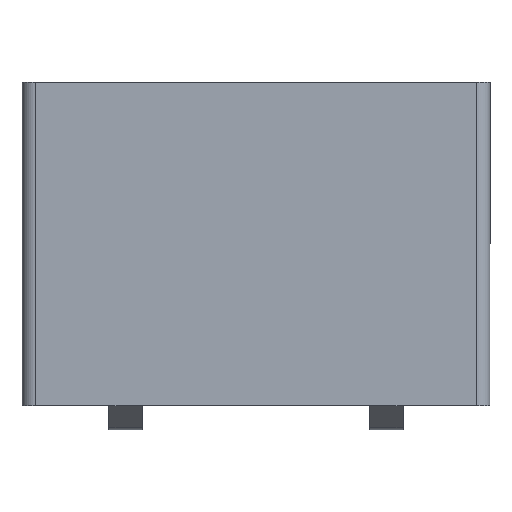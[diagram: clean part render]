
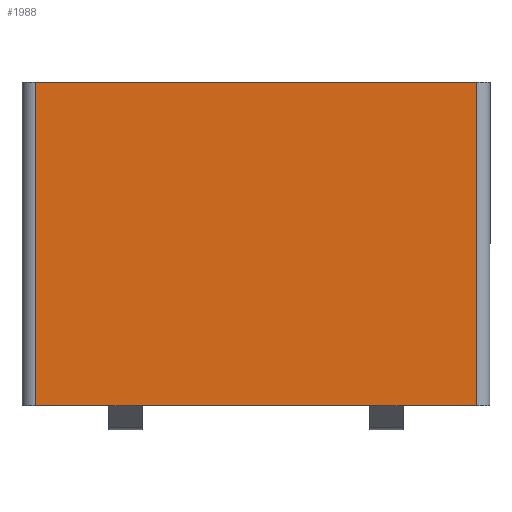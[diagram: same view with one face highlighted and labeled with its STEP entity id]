
A CAD part, front view. The second image highlights one B-rep face of the part: STEP entity #1988.
In plain terms, the highlighted planar face has unit normal (0, -1, 0).
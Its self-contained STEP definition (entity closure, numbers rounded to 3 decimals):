
#4 = VECTOR ( 'NONE', #1679, 1000. ) ;
#14 = VERTEX_POINT ( 'NONE', #532 ) ;
#60 = CARTESIAN_POINT ( 'NONE',  ( 17., 0., -24.2 ) ) ;
#79 = ORIENTED_EDGE ( 'NONE', *, *, #853, .F. ) ;
#125 = ORIENTED_EDGE ( 'NONE', *, *, #139, .F. ) ;
#139 = EDGE_CURVE ( 'NONE', #2059, #14, #1536, .T. ) ;
#203 = CARTESIAN_POINT ( 'NONE',  ( 33., 0., 0. ) ) ;
#224 = ORIENTED_EDGE ( 'NONE', *, *, #971, .F. ) ;
#260 = FACE_OUTER_BOUND ( 'NONE', #928, .T. ) ;
#321 = VERTEX_POINT ( 'NONE', #970 ) ;
#327 = CARTESIAN_POINT ( 'NONE',  ( -33., 0., 24.2 ) ) ;
#329 = EDGE_CURVE ( 'NONE', #659, #1599, #1500, .T. ) ;
#345 = ORIENTED_EDGE ( 'NONE', *, *, #329, .F. ) ;
#366 = VERTEX_POINT ( 'NONE', #663 ) ;
#382 = CARTESIAN_POINT ( 'NONE',  ( -35., 0., -24.2 ) ) ;
#393 = CARTESIAN_POINT ( 'NONE',  ( -35., 0., -24.2 ) ) ;
#397 = DIRECTION ( 'NONE',  ( 0., 0., 1. ) ) ;
#441 = LINE ( 'NONE', #1585, #1256 ) ;
#491 = DIRECTION ( 'NONE',  ( -1., 0., 0. ) ) ;
#502 = DIRECTION ( 'NONE',  ( 0., 0., 1. ) ) ;
#532 = CARTESIAN_POINT ( 'NONE',  ( 22., 0., -24.2 ) ) ;
#597 = DIRECTION ( 'NONE',  ( -1., 0., 0. ) ) ;
#627 = VECTOR ( 'NONE', #491, 1000. ) ;
#657 = CARTESIAN_POINT ( 'NONE',  ( 33., 0., 24.2 ) ) ;
#659 = VERTEX_POINT ( 'NONE', #327 ) ;
#663 = CARTESIAN_POINT ( 'NONE',  ( 17., 0., -24.2 ) ) ;
#695 = EDGE_CURVE ( 'NONE', #2059, #1599, #1959, .T. ) ;
#701 = DIRECTION ( 'NONE',  ( 1., 0., 0. ) ) ;
#726 = LINE ( 'NONE', #393, #4 ) ;
#823 = CARTESIAN_POINT ( 'NONE',  ( -17., 0., -24.2 ) ) ;
#853 = EDGE_CURVE ( 'NONE', #2031, #981, #1775, .T. ) ;
#858 = VECTOR ( 'NONE', #502, 1000. ) ;
#865 = PLANE ( 'NONE',  #884 ) ;
#884 = AXIS2_PLACEMENT_3D ( 'NONE', #1669, #1501, #397 ) ;
#928 = EDGE_LOOP ( 'NONE', ( #125, #1182, #345, #1503, #1650, #79, #224, #1613 ) ) ;
#970 = CARTESIAN_POINT ( 'NONE',  ( -33., 0., -24.2 ) ) ;
#971 = EDGE_CURVE ( 'NONE', #366, #2031, #1178, .T. ) ;
#981 = VERTEX_POINT ( 'NONE', #1827 ) ;
#1018 = DIRECTION ( 'NONE',  ( 1., 0., 0. ) ) ;
#1064 = CARTESIAN_POINT ( 'NONE',  ( -35., 0., -24.2 ) ) ;
#1106 = CARTESIAN_POINT ( 'NONE',  ( -17., 0., -24.2 ) ) ;
#1147 = VECTOR ( 'NONE', #1205, 1000. ) ;
#1178 = LINE ( 'NONE', #382, #1147 ) ;
#1182 = ORIENTED_EDGE ( 'NONE', *, *, #695, .T. ) ;
#1205 = DIRECTION ( 'NONE',  ( -1., 0., 0. ) ) ;
#1256 = VECTOR ( 'NONE', #2055, 1000. ) ;
#1391 = VECTOR ( 'NONE', #1018, 1000. ) ;
#1434 = CARTESIAN_POINT ( 'NONE',  ( 33., 0., -24.2 ) ) ;
#1492 = CARTESIAN_POINT ( 'NONE',  ( -35., 0., 24.2 ) ) ;
#1500 = LINE ( 'NONE', #1492, #1391 ) ;
#1501 = DIRECTION ( 'NONE',  ( 0., 1., 0. ) ) ;
#1503 = ORIENTED_EDGE ( 'NONE', *, *, #2034, .T. ) ;
#1536 = LINE ( 'NONE', #1064, #1623 ) ;
#1585 = CARTESIAN_POINT ( 'NONE',  ( -33., 0., 0. ) ) ;
#1599 = VERTEX_POINT ( 'NONE', #657 ) ;
#1613 = ORIENTED_EDGE ( 'NONE', *, *, #1993, .T. ) ;
#1623 = VECTOR ( 'NONE', #597, 1000. ) ;
#1650 = ORIENTED_EDGE ( 'NONE', *, *, #1664, .F. ) ;
#1664 = EDGE_CURVE ( 'NONE', #981, #321, #726, .T. ) ;
#1669 = CARTESIAN_POINT ( 'NONE',  ( 0., 0., 0. ) ) ;
#1679 = DIRECTION ( 'NONE',  ( -1., 0., 0. ) ) ;
#1696 = LINE ( 'NONE', #60, #1916 ) ;
#1775 = LINE ( 'NONE', #823, #627 ) ;
#1827 = CARTESIAN_POINT ( 'NONE',  ( -22., 0., -24.2 ) ) ;
#1916 = VECTOR ( 'NONE', #701, 1000. ) ;
#1959 = LINE ( 'NONE', #203, #858 ) ;
#1988 = ADVANCED_FACE ( 'NONE', ( #260 ), #865, .F. ) ;
#1993 = EDGE_CURVE ( 'NONE', #366, #14, #1696, .T. ) ;
#2031 = VERTEX_POINT ( 'NONE', #1106 ) ;
#2034 = EDGE_CURVE ( 'NONE', #659, #321, #441, .T. ) ;
#2055 = DIRECTION ( 'NONE',  ( 0., 0., -1. ) ) ;
#2059 = VERTEX_POINT ( 'NONE', #1434 ) ;
